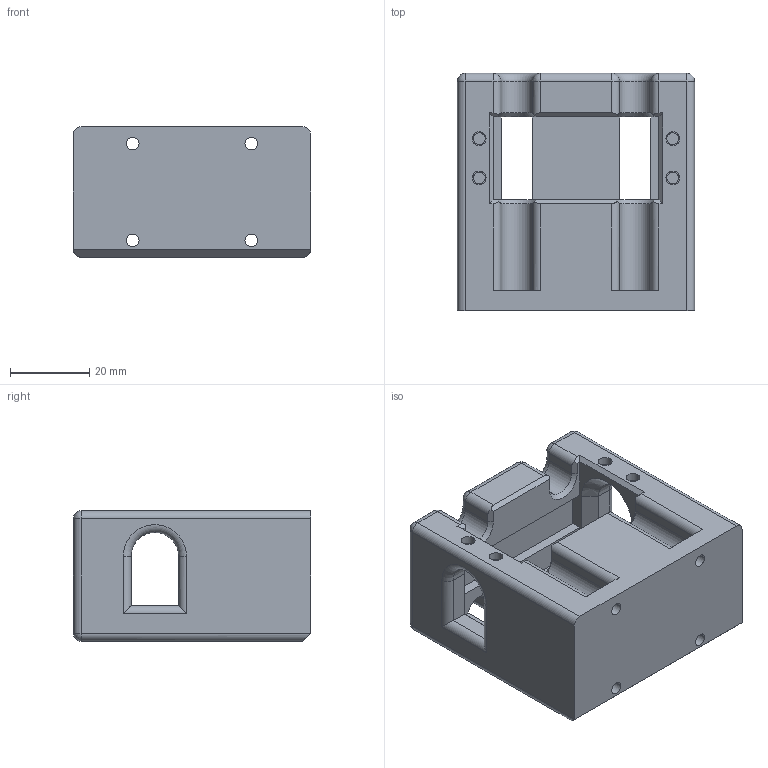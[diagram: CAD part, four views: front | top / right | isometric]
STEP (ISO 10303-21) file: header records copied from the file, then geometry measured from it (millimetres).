
FILE_DESCRIPTION((''),'2;1');
FILE_NAME('BASE_SERVO_V4','2025-04-10T19:48:43',('quimg'),(''),'CREO PARAMETRIC BY PTC INC, 2024063','CREO PARAMETRIC BY PTC INC, 2024063','');
FILE_SCHEMA(('CONFIG_CONTROL_DESIGN'));
Length unit declared in the file: millimetre
Products named in the file (1): BASE_SERVO_V4
Bounding box: 60 x 60 x 33 mm (x, y, z)
Volume: 77718.1 mm3; surface area: 19493.3 mm2
Topology: 1 solids, 1 shells, 165 faces, 397 edges, 240 vertices
Faces by surface type: plane 71, cylinder 70, sphere 12, torus 6, cone 6
Entity records: 4865 total; most frequent: CARTESIAN_POINT 904, DIRECTION 843, ORIENTED_EDGE 794, EDGE_CURVE 397, AXIS2_PLACEMENT_3D 303, VERTEX_POINT 240, VECTOR 237, LINE 237
